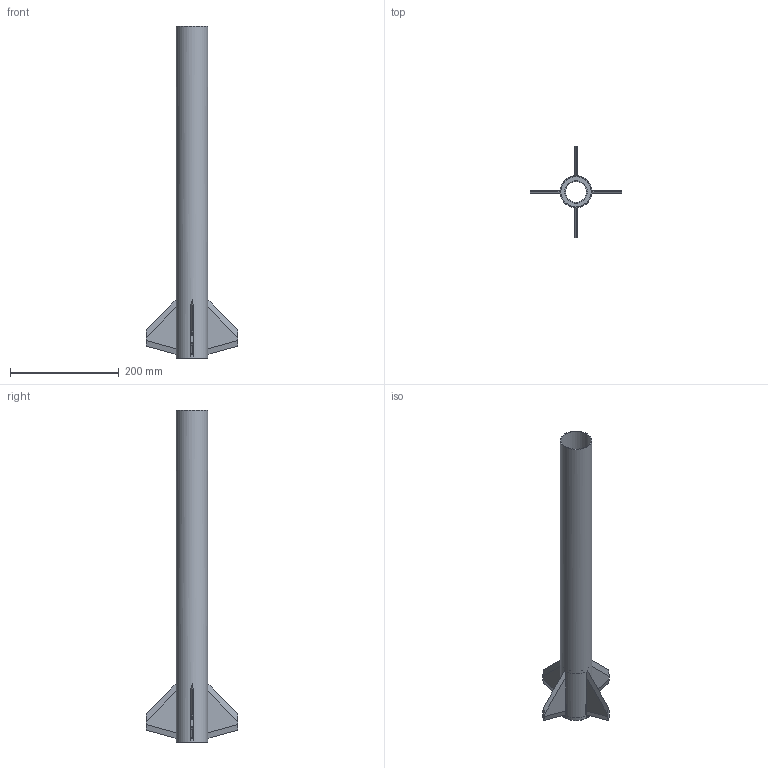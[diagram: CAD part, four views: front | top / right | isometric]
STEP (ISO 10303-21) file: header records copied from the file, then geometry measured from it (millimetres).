
FILE_DESCRIPTION(/* description */ (''),/* implementation_level */ '2;1');
FILE_NAME(/* name */ 'bega booster.step',/* time_stamp */ '2024-10-20T11:44:19-07:00',/* author */ (''),/* organization */ (''),/* preprocessor_version */ 'ST-DEVELOPER v20',/* originating_system */ 'Autodesk Translation Framework v13.20.0.188',/* authorisation */ '');
FILE_SCHEMA (('AUTOMOTIVE_DESIGN { 1 0 10303 214 3 1 1 }'));
Length unit declared in the file: millimetre
Products named in the file (5): booster; booster tube; mmt tube; centeringring; FIN MAIN (READ COMMENT) - Fin(1)
Assembly tree (8 placements, depth 2):
  booster
    booster tube
    mmt tube
    centeringring  x2
    FIN MAIN (READ COMMENT) - Fin(1)  x4
Bounding box: 168.58 x 168.58 x 609.6 mm (x, y, z)
Volume: 242743.6 mm3; surface area: 311122.6 mm2
Topology: 8 solids, 8 shells, 75 faces, 178 edges, 118 vertices
Faces by surface type: plane 67, cylinder 8
Full cylindrical faces by diameter (mm): 38.735 x1, 41.529 x3, 55.7 x3, 58 x1
Entity records: 1435 total; most frequent: DIRECTION 244, CARTESIAN_POINT 221, ORIENTED_EDGE 200, EDGE_CURVE 100, AXIS2_PLACEMENT_3D 89, LINE 66, VECTOR 66, VERTEX_POINT 66
